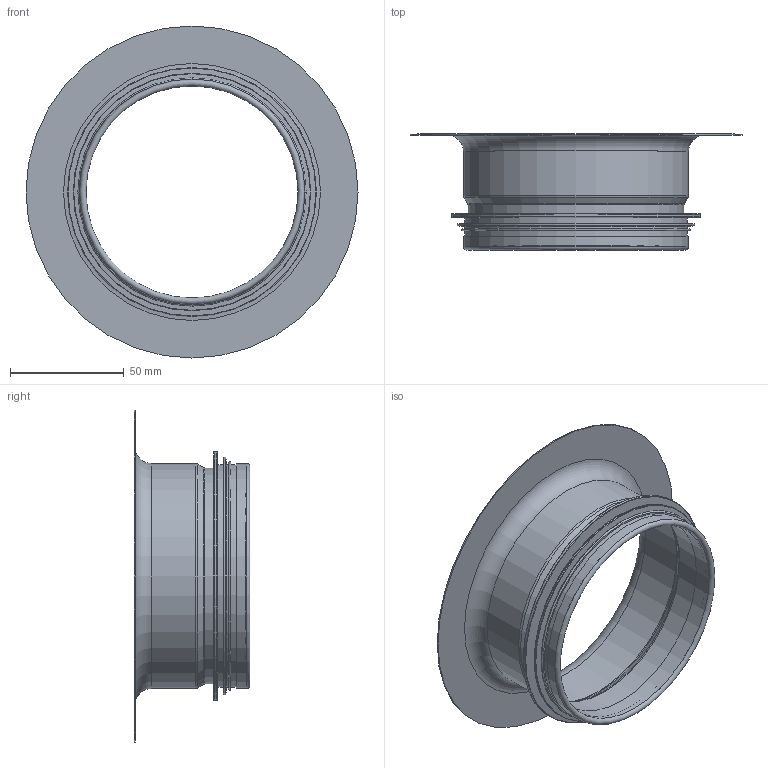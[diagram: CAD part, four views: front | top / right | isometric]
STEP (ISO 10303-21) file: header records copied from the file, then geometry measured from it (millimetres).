
FILE_DESCRIPTION((''),'2;1');
FILE_NAME('HSN-100.stp','2014-02-20T13:46:53',(''),(''),'Autodesk Inventor 2013','Autodesk Inventor 2013','');
FILE_SCHEMA(('AUTOMOTIVE_DESIGN { 1 2 10303 214 0 1 1 1 }'));
Length unit declared in the file: millimetre
Products named in the file (3): HSN-100; 999003; HSN_Rörämne-100
Assembly tree (2 placements, depth 2):
  HSN-100
    999003
    HSN_Rörämne-100
Bounding box: 146.05 x 51 x 146.05 mm (x, y, z)
Volume: 23492.3 mm3; surface area: 67913.7 mm2
Topology: 2 solids, 2 shells, 41 faces, 77 edges, 44 vertices
Faces by surface type: torus 14, cylinder 13, plane 8, cone 6
Full cylindrical faces by diameter (mm): 93.25 x1, 94.25 x1, 95.45 x1, 98.05 x5, 99.05 x2, 104.45 x1, 109.45 x1, 146.05 x1
Entity records: 947 total; most frequent: DIRECTION 174, CARTESIAN_POINT 128, AXIS2_PLACEMENT_3D 87, ORIENTED_EDGE 82, EDGE_LOOP 82, VERTEX_POINT 41, CIRCLE 41, EDGE_CURVE 41
